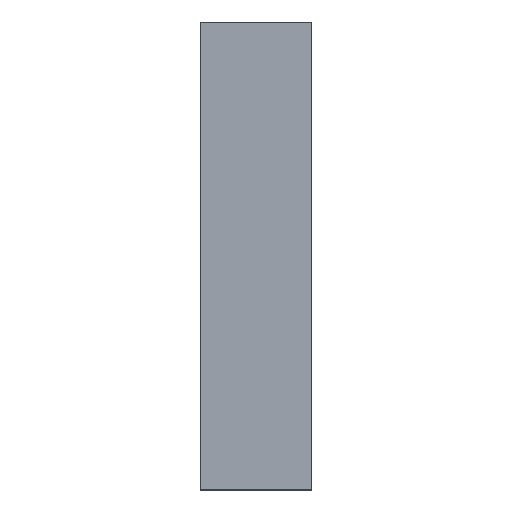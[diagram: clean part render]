
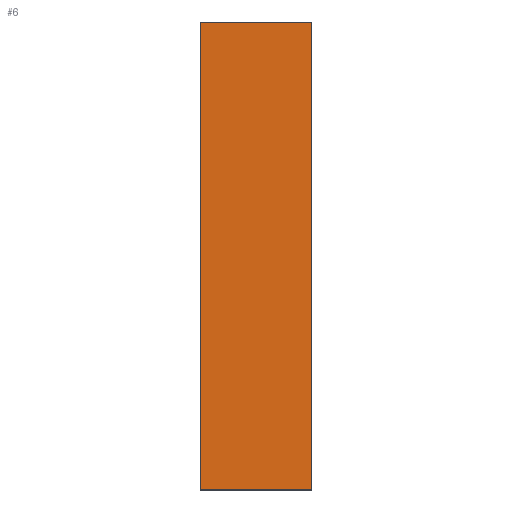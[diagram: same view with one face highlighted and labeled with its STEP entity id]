
A CAD part, top view. The second image highlights one B-rep face of the part: STEP entity #6.
In plain terms, the highlighted planar face has unit normal (0, 0, 1).
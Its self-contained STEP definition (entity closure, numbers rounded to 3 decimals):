
#2 = LINE ( 'NONE', #153, #219 ) ;
#4 = LINE ( 'NONE', #80, #25 ) ;
#6 = ADVANCED_FACE ( 'NONE', ( #53 ), #18, .T. ) ;
#18 = PLANE ( 'NONE',  #160 ) ;
#19 = ORIENTED_EDGE ( 'NONE', *, *, #205, .T. ) ;
#25 = VECTOR ( 'NONE', #79, 1000. ) ;
#28 = VERTEX_POINT ( 'NONE', #107 ) ;
#38 = VECTOR ( 'NONE', #165, 1000. ) ;
#52 = DIRECTION ( 'NONE',  ( -1., 0., 0. ) ) ;
#53 = FACE_OUTER_BOUND ( 'NONE', #148, .T. ) ;
#70 = CARTESIAN_POINT ( 'NONE',  ( 148.5, 625., 4. ) ) ;
#71 = DIRECTION ( 'NONE',  ( 0., 0., 1. ) ) ;
#73 = VERTEX_POINT ( 'NONE', #86 ) ;
#76 = EDGE_CURVE ( 'NONE', #73, #104, #220, .T. ) ;
#79 = DIRECTION ( 'NONE',  ( 0., 1., 0. ) ) ;
#80 = CARTESIAN_POINT ( 'NONE',  ( 148.5, -625., 4. ) ) ;
#83 = VERTEX_POINT ( 'NONE', #70 ) ;
#86 = CARTESIAN_POINT ( 'NONE',  ( 148.5, -625., 4. ) ) ;
#87 = VECTOR ( 'NONE', #52, 1000. ) ;
#89 = EDGE_CURVE ( 'NONE', #83, #28, #143, .T. ) ;
#104 = VERTEX_POINT ( 'NONE', #132 ) ;
#107 = CARTESIAN_POINT ( 'NONE',  ( -148.5, 625., 4. ) ) ;
#126 = ORIENTED_EDGE ( 'NONE', *, *, #76, .F. ) ;
#132 = CARTESIAN_POINT ( 'NONE',  ( -148.5, -625., 4. ) ) ;
#143 = LINE ( 'NONE', #235, #87 ) ;
#148 = EDGE_LOOP ( 'NONE', ( #19, #213, #201, #126 ) ) ;
#153 = CARTESIAN_POINT ( 'NONE',  ( -148.5, -625., 4. ) ) ;
#160 = AXIS2_PLACEMENT_3D ( 'NONE', #237, #71, #168 ) ;
#165 = DIRECTION ( 'NONE',  ( -1., 0., 0. ) ) ;
#168 = DIRECTION ( 'NONE',  ( 1., 0., 0. ) ) ;
#169 = CARTESIAN_POINT ( 'NONE',  ( 148.5, -625., 4. ) ) ;
#171 = DIRECTION ( 'NONE',  ( 0., 1., 0. ) ) ;
#193 = EDGE_CURVE ( 'NONE', #104, #28, #2, .T. ) ;
#201 = ORIENTED_EDGE ( 'NONE', *, *, #193, .F. ) ;
#205 = EDGE_CURVE ( 'NONE', #73, #83, #4, .T. ) ;
#213 = ORIENTED_EDGE ( 'NONE', *, *, #89, .T. ) ;
#219 = VECTOR ( 'NONE', #171, 1000. ) ;
#220 = LINE ( 'NONE', #169, #38 ) ;
#235 = CARTESIAN_POINT ( 'NONE',  ( 148.5, 625., 4. ) ) ;
#237 = CARTESIAN_POINT ( 'NONE',  ( 0., 0., 4. ) ) ;
